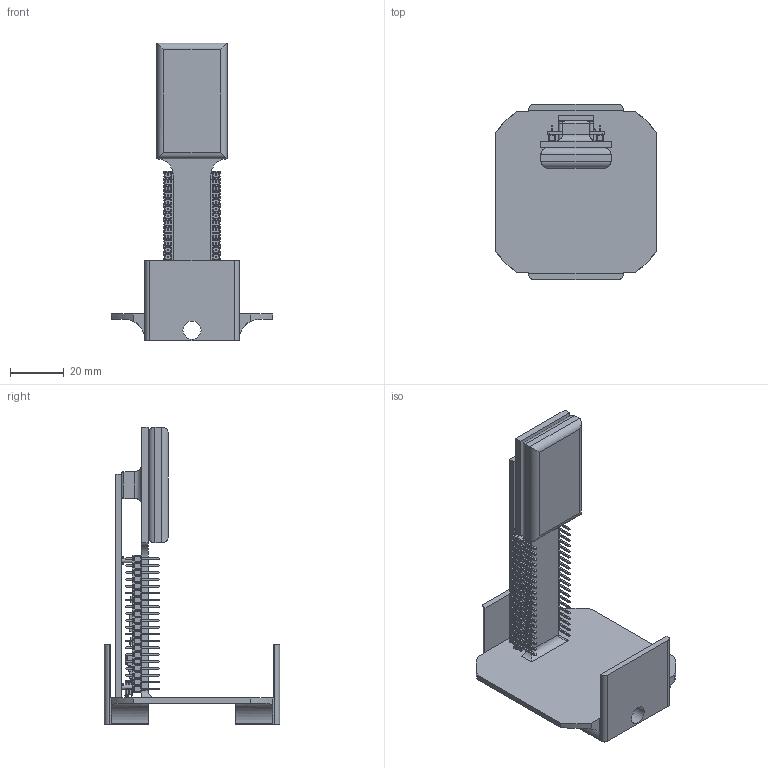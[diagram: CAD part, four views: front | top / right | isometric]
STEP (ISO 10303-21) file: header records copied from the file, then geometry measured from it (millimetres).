
FILE_DESCRIPTION(/* description */ (''),/* implementation_level */ '2;1');
FILE_NAME(/* name */ 'RPInBatteryBackplate v24.step',/* time_stamp */ '2023-09-28T22:44:49-04:00',/* author */ (''),/* organization */ (''),/* preprocessor_version */ 'ST-DEVELOPER v20',/* originating_system */ 'Autodesk Translation Framework v12.14.0.127',/* authorisation */ '');
FILE_SCHEMA (('AUTOMOTIVE_DESIGN { 1 0 10303 214 3 1 1 }'));
Length unit declared in the file: millimetre
Products named in the file (21): RPInBatteryBackplate; PicoWithPins; Pico-R3; PICO_assm_140121.STEP; PICO_REF_BOARD.STEP; PICO_REF_USB.STEP; PICO_REF_SWITCH.STEP; PICO_REF_MICROCONTROLLER.STEP; PICO_REF_LED.STEP; PICO_REF_ONSEMI.STEP; PICO_BOURNS.STEP; PICO_MURATA.STEP; PICO_RICHTEK.STEP; PICO_DIODES.STEP; PICO_AEL.STEP; PICO_WINBOND.STEP; Pin Header 1x16 TH Pitch 2.54mm; Pin Header 1x4 TH Pitch 2.54mm; LIPOBattery; Component1; Component2
Assembly tree (23 placements, depth 5):
  RPInBatteryBackplate
    PicoWithPins
      Pico-R3
        PICO_assm_140121.STEP
          PICO_REF_BOARD.STEP
          PICO_REF_USB.STEP
          PICO_REF_SWITCH.STEP
          PICO_REF_MICROCONTROLLER.STEP
          PICO_REF_LED.STEP
          PICO_REF_ONSEMI.STEP
          PICO_BOURNS.STEP
          PICO_MURATA.STEP  x2
          PICO_RICHTEK.STEP
          PICO_DIODES.STEP
          PICO_AEL.STEP
          PICO_WINBOND.STEP
      Pin Header 1x16 TH Pitch 2.54mm  x2
      Pin Header 1x4 TH Pitch 2.54mm  x2
    LIPOBattery
    Component1
    Component2
Bounding box: 60 x 65 x 110.5 mm (x, y, z)
Volume: 36254.6 mm3; surface area: 28695.1 mm2
Topology: 60 solids, 100 shells, 2034 faces, 5468 edges, 3578 vertices
Faces by surface type: plane 1783, cylinder 245, torus 6
Full cylindrical faces by diameter (mm): 1 x43, 1.6 x4, 2.1 x4, 6.75 x2
Entity records: 42190 total; most frequent: CARTESIAN_POINT 7699, ORIENTED_EDGE 7008, DIRECTION 6868, EDGE_CURVE 3576, LINE 2846, VECTOR 2846, VERTEX_POINT 2370, AXIS2_PLACEMENT_3D 2011
